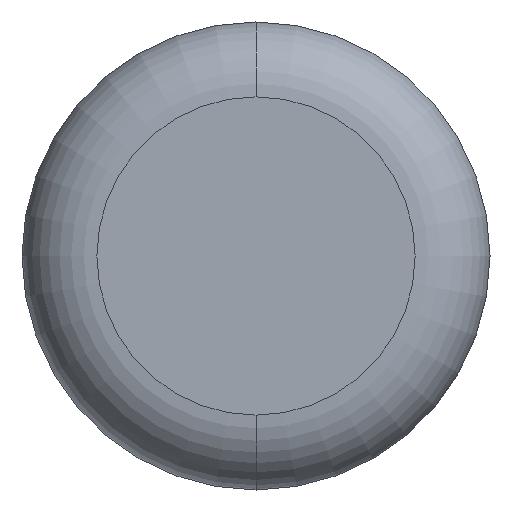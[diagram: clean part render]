
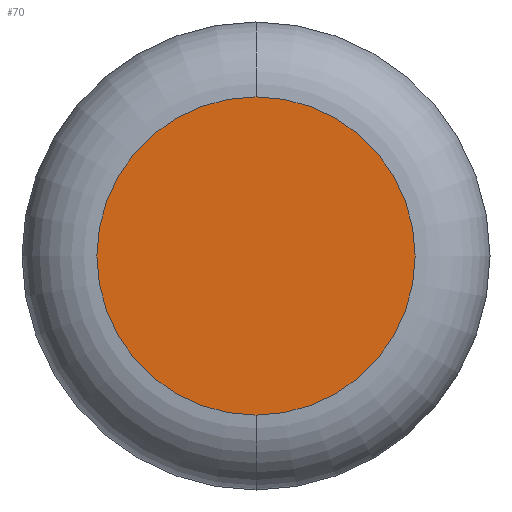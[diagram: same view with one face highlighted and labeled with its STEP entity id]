
A CAD part, front view. The second image highlights one B-rep face of the part: STEP entity #70.
In plain terms, the highlighted planar face has unit normal (0, -1, 0).
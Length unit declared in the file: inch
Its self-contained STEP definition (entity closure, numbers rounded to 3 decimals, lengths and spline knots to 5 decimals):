
#32 = CARTESIAN_POINT ( 'NONE',  ( 0., 0., 0.255 ) ) ;
#52 = CIRCLE ( 'NONE', #272, 0.255 ) ;
#61 = CARTESIAN_POINT ( 'NONE',  ( 0., 0., -0.255 ) ) ;
#70 = ADVANCED_FACE ( 'NONE', ( #343 ), #105, .T. ) ;
#77 = EDGE_CURVE ( 'NONE', #78, #113, #150, .T. ) ;
#78 = VERTEX_POINT ( 'NONE', #32 ) ;
#105 = PLANE ( 'NONE',  #317 ) ;
#113 = VERTEX_POINT ( 'NONE', #61 ) ;
#123 = EDGE_LOOP ( 'NONE', ( #292, #191 ) ) ;
#125 = DIRECTION ( 'NONE',  ( 0., 0., -1. ) ) ;
#150 = CIRCLE ( 'NONE', #375, 0.255 ) ;
#156 = CARTESIAN_POINT ( 'NONE',  ( 0., 0., 0. ) ) ;
#191 = ORIENTED_EDGE ( 'NONE', *, *, #77, .T. ) ;
#235 = CARTESIAN_POINT ( 'NONE',  ( 0., 0., 0. ) ) ;
#246 = DIRECTION ( 'NONE',  ( 0., -1., 0. ) ) ;
#264 = DIRECTION ( 'NONE',  ( 0., -1., 0. ) ) ;
#272 = AXIS2_PLACEMENT_3D ( 'NONE', #235, #264, #316 ) ;
#278 = DIRECTION ( 'NONE',  ( 0., -1., 0. ) ) ;
#292 = ORIENTED_EDGE ( 'NONE', *, *, #338, .T. ) ;
#316 = DIRECTION ( 'NONE',  ( 0., 0., -1. ) ) ;
#317 = AXIS2_PLACEMENT_3D ( 'NONE', #156, #278, #384 ) ;
#338 = EDGE_CURVE ( 'NONE', #113, #78, #52, .T. ) ;
#343 = FACE_OUTER_BOUND ( 'NONE', #123, .T. ) ;
#348 = CARTESIAN_POINT ( 'NONE',  ( 0., 0., 0. ) ) ;
#375 = AXIS2_PLACEMENT_3D ( 'NONE', #348, #246, #125 ) ;
#384 = DIRECTION ( 'NONE',  ( 0., 0., -1. ) ) ;
